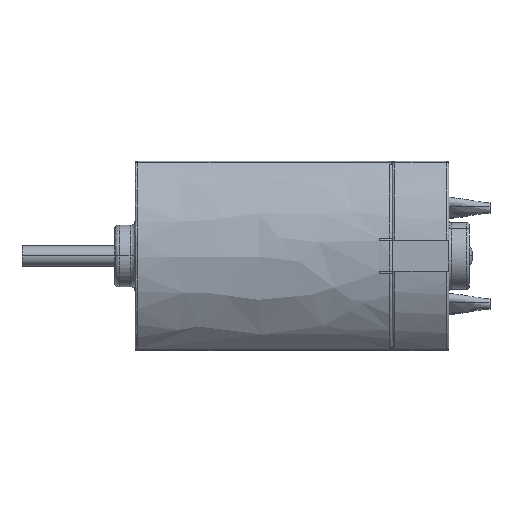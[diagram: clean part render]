
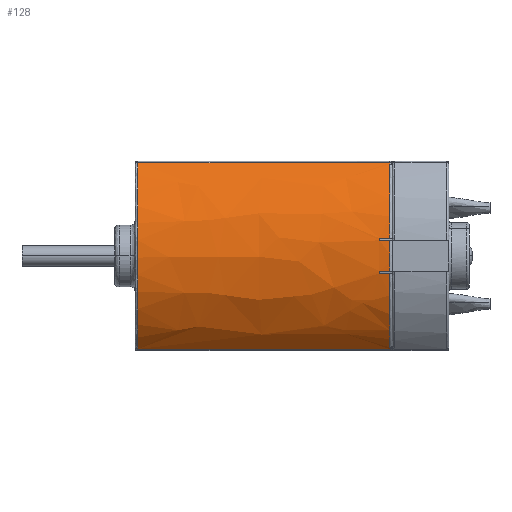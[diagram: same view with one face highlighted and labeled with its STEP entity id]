
A CAD part, top view. The second image highlights one B-rep face of the part: STEP entity #128.
In plain terms, the highlighted free-form (B-spline) face has degree [2, 1] with [5, 2] control points.
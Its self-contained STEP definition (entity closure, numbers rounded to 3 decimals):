
#128=ADVANCED_FACE('',(#304),#2613,.T.);
#304=FACE_OUTER_BOUND('',#490,.T.);
#490=EDGE_LOOP('',(#837,#838,#839,#840,#841,#842,#843,#844,#845,#846,#847,
#848,#849,#850));
#837=ORIENTED_EDGE('',*,*,#1564,.T.);
#838=ORIENTED_EDGE('',*,*,#1554,.T.);
#839=ORIENTED_EDGE('',*,*,#1560,.F.);
#840=ORIENTED_EDGE('',*,*,#1559,.F.);
#841=ORIENTED_EDGE('',*,*,#1561,.T.);
#842=ORIENTED_EDGE('',*,*,#1552,.T.);
#843=ORIENTED_EDGE('',*,*,#1562,.T.);
#844=ORIENTED_EDGE('',*,*,#1558,.F.);
#845=ORIENTED_EDGE('',*,*,#1556,.F.);
#846=ORIENTED_EDGE('',*,*,#1555,.T.);
#847=ORIENTED_EDGE('',*,*,#1563,.T.);
#848=ORIENTED_EDGE('',*,*,#1557,.T.);
#849=ORIENTED_EDGE('',*,*,#1565,.F.);
#850=ORIENTED_EDGE('',*,*,#1553,.T.);
#1552=EDGE_CURVE('',#2316,#2320,#2134,.T.);
#1553=EDGE_CURVE('',#2322,#2323,#1896,.T.);
#1554=EDGE_CURVE('',#2324,#2325,#1897,.T.);
#1555=EDGE_CURVE('',#2328,#2326,#1898,.T.);
#1556=EDGE_CURVE('',#2328,#2329,#2135,.T.);
#1557=EDGE_CURVE('',#2327,#2321,#1899,.T.);
#1558=EDGE_CURVE('',#2329,#2330,#2136,.T.);
#1559=EDGE_CURVE('',#2331,#2332,#2137,.T.);
#1560=EDGE_CURVE('',#2332,#2325,#2138,.T.);
#1561=EDGE_CURVE('',#2331,#2316,#2139,.T.);
#1562=EDGE_CURVE('',#2320,#2330,#2140,.T.);
#1563=EDGE_CURVE('',#2326,#2327,#2141,.T.);
#1564=EDGE_CURVE('',#2323,#2324,#2142,.T.);
#1565=EDGE_CURVE('',#2322,#2321,#2143,.T.);
#1896=B_SPLINE_CURVE_WITH_KNOTS('',1,(#5140,#5141),.UNSPECIFIED.,.F.,.F.,
(2,2),(83.616,84.616),.UNSPECIFIED.);
#1897=B_SPLINE_CURVE_WITH_KNOTS('',1,(#5142,#5143),.UNSPECIFIED.,.F.,.F.,
(2,2),(86.537,87.537),.UNSPECIFIED.);
#1898=B_SPLINE_CURVE_WITH_KNOTS('',1,(#5144,#5145),.UNSPECIFIED.,.F.,.F.,
(2,2),(-87.537,-86.537),.UNSPECIFIED.);
#1899=B_SPLINE_CURVE_WITH_KNOTS('',1,(#5149,#5150),.UNSPECIFIED.,.F.,.F.,
(2,2),(-84.616,-83.616),.UNSPECIFIED.);
#2134=(
BOUNDED_CURVE()
B_SPLINE_CURVE(2,(#5135,#5136,#5137,#5138,#5139),.UNSPECIFIED.,.F.,.F.)
B_SPLINE_CURVE_WITH_KNOTS((3,2,3),(0.,9.914,19.829),
 .UNSPECIFIED.)
CURVE()
GEOMETRIC_REPRESENTATION_ITEM()
RATIONAL_B_SPLINE_CURVE((1.,0.92,1.,0.92,1.))
REPRESENTATION_ITEM('')
);
#2135=(
BOUNDED_CURVE()
B_SPLINE_CURVE(2,(#5146,#5147,#5148),.UNSPECIFIED.,.F.,.F.)
B_SPLINE_CURVE_WITH_KNOTS((3,3),(11.401,19.403),
 .UNSPECIFIED.)
CURVE()
GEOMETRIC_REPRESENTATION_ITEM()
RATIONAL_B_SPLINE_CURVE((1.,0.947,1.))
REPRESENTATION_ITEM('')
);
#2136=(
BOUNDED_CURVE()
B_SPLINE_CURVE(2,(#5151,#5152,#5153),.UNSPECIFIED.,.F.,.F.)
B_SPLINE_CURVE_WITH_KNOTS((3,3),(0.,0.213),
 .UNSPECIFIED.)
CURVE()
GEOMETRIC_REPRESENTATION_ITEM()
RATIONAL_B_SPLINE_CURVE((1.,1.,1.))
REPRESENTATION_ITEM('')
);
#2137=(
BOUNDED_CURVE()
B_SPLINE_CURVE(2,(#5154,#5155,#5156),.UNSPECIFIED.,.F.,.F.)
B_SPLINE_CURVE_WITH_KNOTS((3,3),(0.,0.213),.UNSPECIFIED.)
CURVE()
GEOMETRIC_REPRESENTATION_ITEM()
RATIONAL_B_SPLINE_CURVE((1.,1.,1.))
REPRESENTATION_ITEM('')
);
#2138=(
BOUNDED_CURVE()
B_SPLINE_CURVE(2,(#5157,#5158,#5159),.UNSPECIFIED.,.F.,.F.)
B_SPLINE_CURVE_WITH_KNOTS((3,3),(0.,8.002),
 .UNSPECIFIED.)
CURVE()
GEOMETRIC_REPRESENTATION_ITEM()
RATIONAL_B_SPLINE_CURVE((1.,0.947,1.))
REPRESENTATION_ITEM('')
);
#2139=(
BOUNDED_CURVE()
B_SPLINE_CURVE(1,(#5160,#5161),.UNSPECIFIED.,.F.,.F.)
B_SPLINE_CURVE_WITH_KNOTS((2,2),(5.75,30.25),
 .UNSPECIFIED.)
CURVE()
GEOMETRIC_REPRESENTATION_ITEM()
RATIONAL_B_SPLINE_CURVE((1.,1.))
REPRESENTATION_ITEM('')
);
#2140=(
BOUNDED_CURVE()
B_SPLINE_CURVE(1,(#5162,#5163),.UNSPECIFIED.,.F.,.F.)
B_SPLINE_CURVE_WITH_KNOTS((2,2),(0.25,24.75),
 .UNSPECIFIED.)
CURVE()
GEOMETRIC_REPRESENTATION_ITEM()
RATIONAL_B_SPLINE_CURVE((1.,1.))
REPRESENTATION_ITEM('')
);
#2141=(
BOUNDED_CURVE()
B_SPLINE_CURVE(2,(#5164,#5165,#5166),.UNSPECIFIED.,.F.,.F.)
B_SPLINE_CURVE_WITH_KNOTS((3,3),(14.354,14.557),
 .UNSPECIFIED.)
CURVE()
GEOMETRIC_REPRESENTATION_ITEM()
RATIONAL_B_SPLINE_CURVE((1.,1.,1.))
REPRESENTATION_ITEM('')
);
#2142=(
BOUNDED_CURVE()
B_SPLINE_CURVE(2,(#5167,#5168,#5169),.UNSPECIFIED.,.F.,.F.)
B_SPLINE_CURVE_WITH_KNOTS((3,3),(17.615,17.818),
 .UNSPECIFIED.)
CURVE()
GEOMETRIC_REPRESENTATION_ITEM()
RATIONAL_B_SPLINE_CURVE((1.,1.,1.))
REPRESENTATION_ITEM('')
);
#2143=(
BOUNDED_CURVE()
B_SPLINE_CURVE(2,(#5170,#5171,#5172,#5173,#5174),.UNSPECIFIED.,.F.,.F.)
B_SPLINE_CURVE_WITH_KNOTS((3,2,3),(8.201,9.702,11.202),
 .UNSPECIFIED.)
CURVE()
GEOMETRIC_REPRESENTATION_ITEM()
RATIONAL_B_SPLINE_CURVE((1.,0.998,1.,0.998,1.))
REPRESENTATION_ITEM('')
);
#2316=VERTEX_POINT('',#4583);
#2320=VERTEX_POINT('',#4587);
#2321=VERTEX_POINT('',#4588);
#2322=VERTEX_POINT('',#4589);
#2323=VERTEX_POINT('',#4590);
#2324=VERTEX_POINT('',#4591);
#2325=VERTEX_POINT('',#4592);
#2326=VERTEX_POINT('',#4593);
#2327=VERTEX_POINT('',#4594);
#2328=VERTEX_POINT('',#4595);
#2329=VERTEX_POINT('',#4596);
#2330=VERTEX_POINT('',#4597);
#2331=VERTEX_POINT('',#4598);
#2332=VERTEX_POINT('',#4599);
#2613=(
BOUNDED_SURFACE()
B_SPLINE_SURFACE(2,1,((#3798,#3799),(#3800,#3801),(#3802,#3803),(#3804,
#3805),(#3806,#3807)),.UNSPECIFIED.,.F.,.F.,.F.)
B_SPLINE_SURFACE_WITH_KNOTS((3,2,3),(2,2),(-26.196,-16.086,
-5.976),(0.,25.),.UNSPECIFIED.)
GEOMETRIC_REPRESENTATION_ITEM()
RATIONAL_B_SPLINE_SURFACE(((0.997,0.997),(0.919,
0.919),(1.,1.),(0.919,0.919),(0.997,
0.997)))
REPRESENTATION_ITEM('')
SURFACE()
);
#3798=CARTESIAN_POINT('',(33.186,10.854,129.041));
#3799=CARTESIAN_POINT('',(58.186,10.854,129.041));
#3800=CARTESIAN_POINT('',(33.186,7.143,132.893));
#3801=CARTESIAN_POINT('',(58.186,7.143,132.893));
#3802=CARTESIAN_POINT('',(33.186,1.794,132.893));
#3803=CARTESIAN_POINT('',(58.186,1.794,132.893));
#3804=CARTESIAN_POINT('',(33.186,-3.555,132.893));
#3805=CARTESIAN_POINT('',(58.186,-3.555,132.893));
#3806=CARTESIAN_POINT('',(33.186,-7.266,129.041));
#3807=CARTESIAN_POINT('',(58.186,-7.266,129.041));
#4583=CARTESIAN_POINT('',(33.436,10.854,129.041));
#4587=CARTESIAN_POINT('',(33.436,-7.266,129.041));
#4588=CARTESIAN_POINT('',(57.936,0.294,132.804));
#4589=CARTESIAN_POINT('',(57.936,3.294,132.804));
#4590=CARTESIAN_POINT('',(56.936,3.294,132.804));
#4591=CARTESIAN_POINT('',(56.936,3.494,132.778));
#4592=CARTESIAN_POINT('',(57.936,3.494,132.778));
#4593=CARTESIAN_POINT('',(56.936,0.094,132.778));
#4594=CARTESIAN_POINT('',(56.936,0.294,132.804));
#4595=CARTESIAN_POINT('',(57.936,0.094,132.778));
#4596=CARTESIAN_POINT('',(57.936,-7.114,129.196));
#4597=CARTESIAN_POINT('',(57.936,-7.266,129.041));
#4598=CARTESIAN_POINT('',(57.936,10.854,129.041));
#4599=CARTESIAN_POINT('',(57.936,10.702,129.196));
#5135=CARTESIAN_POINT('',(33.436,10.854,129.041));
#5136=CARTESIAN_POINT('',(33.436,7.143,132.893));
#5137=CARTESIAN_POINT('',(33.436,1.794,132.893));
#5138=CARTESIAN_POINT('',(33.436,-3.555,132.893));
#5139=CARTESIAN_POINT('',(33.436,-7.266,129.041));
#5140=CARTESIAN_POINT('',(57.936,3.294,132.804));
#5141=CARTESIAN_POINT('',(56.936,3.294,132.804));
#5142=CARTESIAN_POINT('',(56.936,3.494,132.778));
#5143=CARTESIAN_POINT('',(57.936,3.494,132.778));
#5144=CARTESIAN_POINT('',(57.936,0.094,132.778));
#5145=CARTESIAN_POINT('',(56.936,0.094,132.778));
#5146=CARTESIAN_POINT('',(57.936,0.094,132.778));
#5147=CARTESIAN_POINT('',(57.936,-4.114,132.204));
#5148=CARTESIAN_POINT('',(57.936,-7.114,129.196));
#5149=CARTESIAN_POINT('',(56.936,0.294,132.804));
#5150=CARTESIAN_POINT('',(57.936,0.294,132.804));
#5151=CARTESIAN_POINT('',(57.936,-7.114,129.196));
#5152=CARTESIAN_POINT('',(57.936,-7.19,129.119));
#5153=CARTESIAN_POINT('',(57.936,-7.266,129.041));
#5154=CARTESIAN_POINT('',(57.936,10.854,129.041));
#5155=CARTESIAN_POINT('',(57.936,10.779,129.119));
#5156=CARTESIAN_POINT('',(57.936,10.702,129.196));
#5157=CARTESIAN_POINT('',(57.936,10.702,129.196));
#5158=CARTESIAN_POINT('',(57.936,7.703,132.204));
#5159=CARTESIAN_POINT('',(57.936,3.494,132.778));
#5160=CARTESIAN_POINT('',(57.936,10.854,129.041));
#5161=CARTESIAN_POINT('',(33.436,10.854,129.041));
#5162=CARTESIAN_POINT('',(33.436,-7.266,129.041));
#5163=CARTESIAN_POINT('',(57.936,-7.266,129.041));
#5164=CARTESIAN_POINT('',(56.936,0.094,132.778));
#5165=CARTESIAN_POINT('',(56.936,0.194,132.792));
#5166=CARTESIAN_POINT('',(56.936,0.294,132.804));
#5167=CARTESIAN_POINT('',(56.936,3.294,132.804));
#5168=CARTESIAN_POINT('',(56.936,3.394,132.792));
#5169=CARTESIAN_POINT('',(56.936,3.494,132.778));
#5170=CARTESIAN_POINT('',(57.936,3.294,132.804));
#5171=CARTESIAN_POINT('',(57.936,2.547,132.893));
#5172=CARTESIAN_POINT('',(57.936,1.794,132.893));
#5173=CARTESIAN_POINT('',(57.936,1.042,132.893));
#5174=CARTESIAN_POINT('',(57.936,0.294,132.804));
